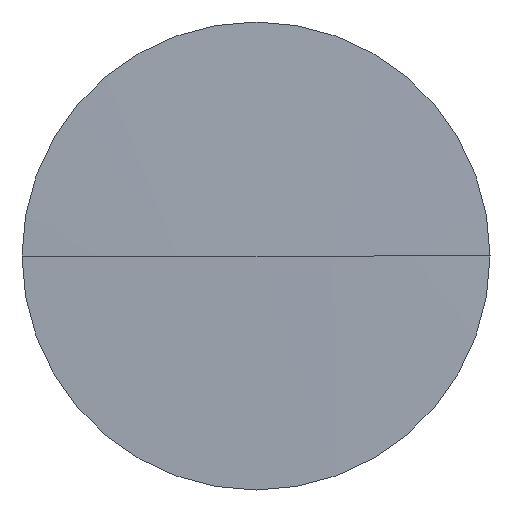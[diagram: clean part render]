
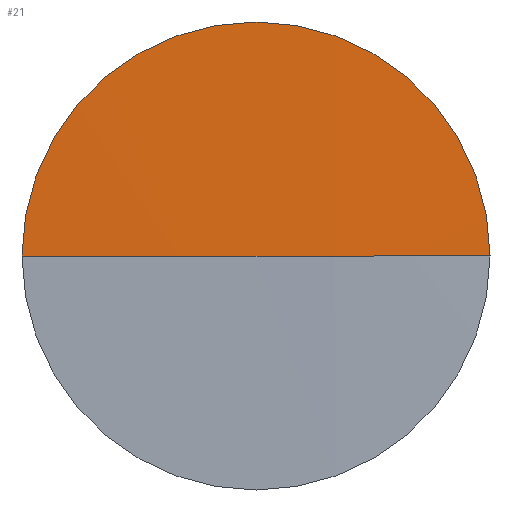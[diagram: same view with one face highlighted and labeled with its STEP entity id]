
A CAD part, left-side view. The second image highlights one B-rep face of the part: STEP entity #21.
In plain terms, the highlighted spherical face has radius 448.727 mm.
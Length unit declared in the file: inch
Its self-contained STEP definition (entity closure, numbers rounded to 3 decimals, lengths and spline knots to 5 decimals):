
#8 = EDGE_CURVE ( 'NONE', #25, #9, #34, .T. ) ;
#9 = VERTEX_POINT ( 'NONE', #29 ) ;
#10 = ORIENTED_EDGE ( 'NONE', *, *, #11, .F. ) ;
#11 = EDGE_CURVE ( 'NONE', #24, #9, #27, .T. ) ;
#21 = ADVANCED_FACE ( 'NONE', ( #98 ), #139, .T. ) ;
#22 = EDGE_LOOP ( 'NONE', ( #23, #55, #10 ) ) ;
#23 = ORIENTED_EDGE ( 'NONE', *, *, #26, .F. ) ;
#24 = VERTEX_POINT ( 'NONE', #135 ) ;
#25 = VERTEX_POINT ( 'NONE', #134 ) ;
#26 = EDGE_CURVE ( 'NONE', #25, #24, #132, .T. ) ;
#27 = CIRCLE ( 'NONE', #81, 0.5 ) ;
#29 = CARTESIAN_POINT ( 'NONE',  ( -17.5773, -0.50926, -0.037 ) ) ;
#30 = DIRECTION ( 'NONE',  ( 0., -1., 0. ) ) ;
#31 = DIRECTION ( 'NONE',  ( 0., 0., 1. ) ) ;
#32 = CARTESIAN_POINT ( 'NONE',  ( 0.08204, -0.00926, -0.037 ) ) ;
#33 = AXIS2_PLACEMENT_3D ( 'NONE', #32, #31, #30 ) ;
#34 = CIRCLE ( 'NONE', #33, 17.66642 ) ;
#55 = ORIENTED_EDGE ( 'NONE', *, *, #8, .T. ) ;
#78 = DIRECTION ( 'NONE',  ( 0., 1., 0. ) ) ;
#79 = DIRECTION ( 'NONE',  ( 1., 0., 0. ) ) ;
#80 = CARTESIAN_POINT ( 'NONE',  ( -17.5773, -0.00926, -0.037 ) ) ;
#81 = AXIS2_PLACEMENT_3D ( 'NONE', #80, #79, #78 ) ;
#98 = FACE_OUTER_BOUND ( 'NONE', #22, .T. ) ;
#128 = DIRECTION ( 'NONE',  ( -1., 0., 0. ) ) ;
#129 = DIRECTION ( 'NONE',  ( 0., 0., -1. ) ) ;
#130 = CARTESIAN_POINT ( 'NONE',  ( 0.08204, -0.00926, -0.037 ) ) ;
#131 = AXIS2_PLACEMENT_3D ( 'NONE', #130, #129, #128 ) ;
#132 = CIRCLE ( 'NONE', #131, 17.66642 ) ;
#134 = CARTESIAN_POINT ( 'NONE',  ( -17.58438, -0.00926, -0.037 ) ) ;
#135 = CARTESIAN_POINT ( 'NONE',  ( -17.5773, 0.49074, -0.037 ) ) ;
#136 = DIRECTION ( 'NONE',  ( 0., 1., 0. ) ) ;
#137 = DIRECTION ( 'NONE',  ( 0., 0., 1. ) ) ;
#138 = AXIS2_PLACEMENT_3D ( 'NONE', #140, #137, #136 ) ;
#139 = SPHERICAL_SURFACE ( 'NONE', #138, 17.66642 ) ;
#140 = CARTESIAN_POINT ( 'NONE',  ( 0.08204, -0.00926, -0.037 ) ) ;
